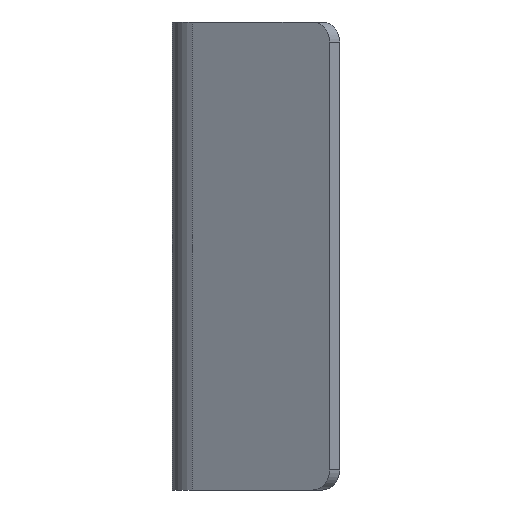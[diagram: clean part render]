
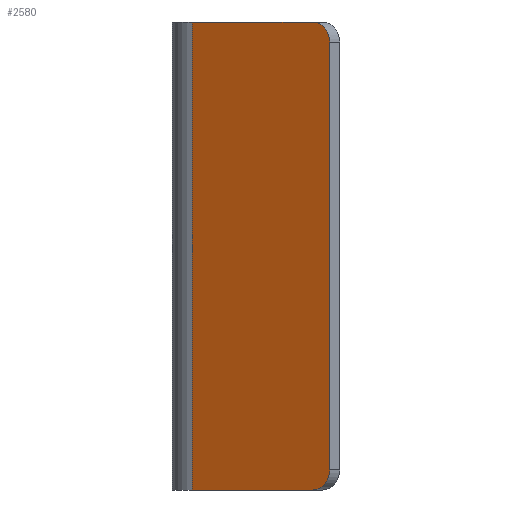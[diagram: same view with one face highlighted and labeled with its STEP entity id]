
A CAD part, left-side view. The second image highlights one B-rep face of the part: STEP entity #2580.
In plain terms, the highlighted planar face has unit normal (-0.866, 0.5, 0).
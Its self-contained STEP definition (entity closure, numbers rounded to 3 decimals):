
#29=DIRECTION('',(-0.5,-0.866,0.));
#30=VECTOR('',#29,20.671);
#31=CARTESIAN_POINT('',(-338.164,-3.,-35.));
#32=LINE('',#31,#30);
#137=DIRECTION('',(-0.5,-0.866,0.));
#138=VECTOR('',#137,20.671);
#139=CARTESIAN_POINT('',(-338.164,-3.,35.));
#140=LINE('',#139,#138);
#1008=DIRECTION('',(0.,0.,-1.));
#1009=VECTOR('',#1008,64.);
#1010=CARTESIAN_POINT('',(-350.,-23.5,32.));
#1011=LINE('',#1010,#1009);
#1012=CARTESIAN_POINT('',(-348.5,-20.902,32.));
#1013=DIRECTION('',(-0.866,0.5,0.));
#1014=DIRECTION('',(-0.5,-0.866,0.));
#1015=AXIS2_PLACEMENT_3D('',#1012,#1013,#1014);
#1017=CARTESIAN_POINT('',(-348.5,-20.902,-32.));
#1018=DIRECTION('',(-0.866,0.5,0.));
#1019=DIRECTION('',(0.,0.,-1.));
#1020=AXIS2_PLACEMENT_3D('',#1017,#1018,#1019);
#1022=DIRECTION('',(0.,0.,-1.));
#1023=VECTOR('',#1022,70.);
#1024=CARTESIAN_POINT('',(-338.164,-3.,35.));
#1025=LINE('',#1024,#1023);
#1283=CARTESIAN_POINT('',(-338.164,-3.,35.));
#1285=VERTEX_POINT('',#1283);
#1291=CARTESIAN_POINT('',(-338.164,-3.,-35.));
#1293=VERTEX_POINT('',#1291);
#1374=CARTESIAN_POINT('',(-350.,-23.5,32.));
#1375=VERTEX_POINT('',#1374);
#1376=CARTESIAN_POINT('',(-348.5,-20.902,35.));
#1377=VERTEX_POINT('',#1376);
#1378=CARTESIAN_POINT('',(-348.5,-20.902,-35.));
#1379=CARTESIAN_POINT('',(-350.,-23.5,-32.));
#1380=VERTEX_POINT('',#1378);
#1381=VERTEX_POINT('',#1379);
#2566=CARTESIAN_POINT('',(-338.164,-3.,35.));
#2567=DIRECTION('',(-0.866,0.5,0.));
#2568=DIRECTION('',(-0.5,-0.866,0.));
#2569=AXIS2_PLACEMENT_3D('',#2566,#2567,#2568);
#2570=PLANE('',#2569);
#2571=ORIENTED_EDGE('',*,*,#2533,.F.);
#2572=ORIENTED_EDGE('',*,*,#2548,.T.);
#2573=ORIENTED_EDGE('',*,*,#2558,.F.);
#2574=ORIENTED_EDGE('',*,*,#1587,.F.);
#2576=ORIENTED_EDGE('',*,*,#2575,.F.);
#2577=ORIENTED_EDGE('',*,*,#1681,.T.);
#2578=EDGE_LOOP('',(#2571,#2572,#2573,#2574,#2576,#2577));
#2579=FACE_OUTER_BOUND('',#2578,.F.);
#2580=ADVANCED_FACE('',(#2579),#2570,.T.);
#1016=CIRCLE('',#1015,3.);
#1021=CIRCLE('',#1020,3.);
#1587=EDGE_CURVE('',#1293,#1380,#32,.T.);
#1681=EDGE_CURVE('',#1285,#1377,#140,.T.);
#2533=EDGE_CURVE('',#1375,#1377,#1016,.T.);
#2548=EDGE_CURVE('',#1375,#1381,#1011,.T.);
#2558=EDGE_CURVE('',#1380,#1381,#1021,.T.);
#2575=EDGE_CURVE('',#1285,#1293,#1025,.T.);
